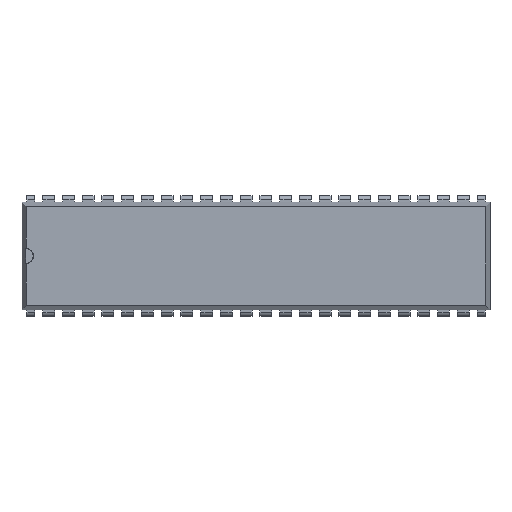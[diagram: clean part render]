
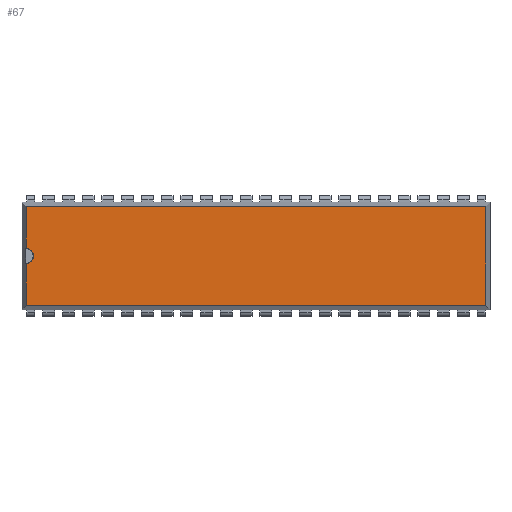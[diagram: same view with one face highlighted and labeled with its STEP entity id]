
A CAD part, top view. The second image highlights one B-rep face of the part: STEP entity #67.
In plain terms, the highlighted planar face has unit normal (0, 0, 1).
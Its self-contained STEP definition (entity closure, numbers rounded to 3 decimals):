
#67=ADVANCED_FACE('',(#6635),#6637,.T.);
#6635=FACE_BOUND('',#6636,.T.);
#6636=EDGE_LOOP('',(#11844,#11845,#11846,#11847,#11848,#11849));
#6637=PLANE('',#6638);
#6638=AXIS2_PLACEMENT_3D('',#6639,#6640,#6641);
#6639=CARTESIAN_POINT('',(1.27,0.71,5.));
#6640=DIRECTION('',(0.,-0.,1.));
#6641=DIRECTION('',(0.,1.,0.));
#11844=ORIENTED_EDGE('',*,*,#15908,.T.);
#11845=ORIENTED_EDGE('',*,*,#15906,.F.);
#11846=ORIENTED_EDGE('',*,*,#15909,.F.);
#11847=ORIENTED_EDGE('',*,*,#15910,.T.);
#11848=ORIENTED_EDGE('',*,*,#15911,.T.);
#11849=ORIENTED_EDGE('',*,*,#15902,.F.);
#15902=EDGE_CURVE('',#17937,#17939,#17940,.T.);
#15906=EDGE_CURVE('',#17945,#17947,#17948,.T.);
#15908=EDGE_CURVE('',#17937,#17947,#17950,.F.);
#15909=EDGE_CURVE('',#17951,#17945,#17952,.T.);
#15910=EDGE_CURVE('',#17951,#17953,#17954,.T.);
#15911=EDGE_CURVE('',#17953,#17939,#17955,.T.);
#17937=VERTEX_POINT('',#21327);
#17939=VERTEX_POINT('',#21333);
#17940=LINE('',#21334,#21335);
#17945=VERTEX_POINT('',#21345);
#17947=VERTEX_POINT('',#21349);
#17948=LINE('',#21350,#21351);
#17950=CIRCLE('',#21358,1.);
#17951=VERTEX_POINT('',#21362);
#17952=LINE('',#21363,#21364);
#17953=VERTEX_POINT('',#21366);
#17954=LINE('',#21367,#21368);
#17955=LINE('',#21370,#21371);
#21327=CARTESIAN_POINT('',(-0.34,8.619,5.));
#21333=CARTESIAN_POINT('',(-0.34,13.98,5.));
#21334=CARTESIAN_POINT('',(-0.34,8.619,5.));
#21335=VECTOR('',#21336,1.);
#21336=DIRECTION('',(0.,1.,0.));
#21345=CARTESIAN_POINT('',(-0.34,1.26,5.));
#21349=CARTESIAN_POINT('',(-0.34,6.621,5.));
#21350=CARTESIAN_POINT('',(-0.34,1.26,5.));
#21351=VECTOR('',#21352,1.);
#21352=DIRECTION('',(0.,1.,0.));
#21358=AXIS2_PLACEMENT_3D('',#21359,#21360,#21361);
#21359=CARTESIAN_POINT('',(-0.39,7.62,5.));
#21360=DIRECTION('',(0.,0.,1.));
#21361=DIRECTION('',(0.05,-0.999,0.));
#21362=CARTESIAN_POINT('',(58.76,1.26,5.));
#21363=CARTESIAN_POINT('',(58.76,1.26,5.));
#21364=VECTOR('',#21365,1.);
#21365=DIRECTION('',(-1.,0.,0.));
#21366=CARTESIAN_POINT('',(58.76,13.98,5.));
#21367=CARTESIAN_POINT('',(58.76,1.26,5.));
#21368=VECTOR('',#21369,1.);
#21369=DIRECTION('',(0.,1.,0.));
#21370=CARTESIAN_POINT('',(58.76,13.98,5.));
#21371=VECTOR('',#21372,1.);
#21372=DIRECTION('',(-1.,0.,0.));
